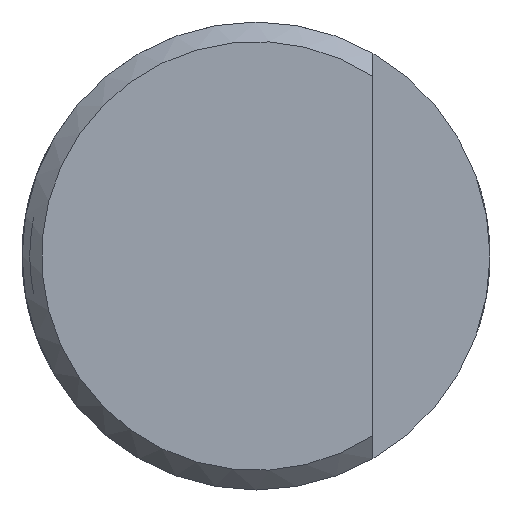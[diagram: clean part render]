
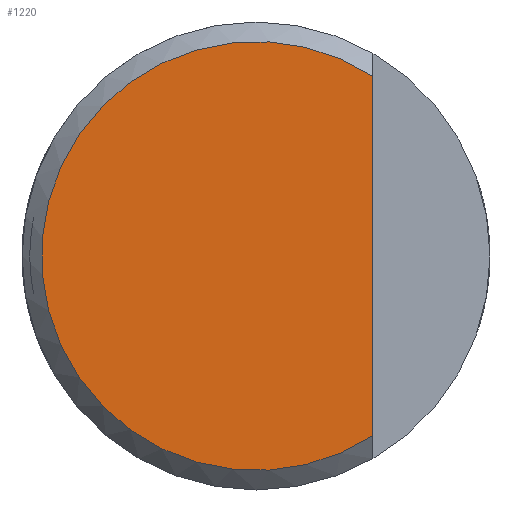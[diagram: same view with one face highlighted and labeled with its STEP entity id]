
A CAD part, front view. The second image highlights one B-rep face of the part: STEP entity #1220.
In plain terms, the highlighted planar face has unit normal (0, -1, 0).
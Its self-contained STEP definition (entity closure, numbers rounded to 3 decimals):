
#339=CARTESIAN_POINT('',(1.5,-88.,2.305));
#349=CARTESIAN_POINT('',(1.5,-88.,-2.305));
#414=CARTESIAN_POINT('',(0.,-88.,0.));
#415=DIRECTION('',(0.,-1.,0.));
#416=DIRECTION('',(0.545,0.,0.838));
#417=AXIS2_PLACEMENT_3D('',#414,#415,#416);
#419=DIRECTION('',(0.,0.,-1.));
#420=VECTOR('',#419,4.61);
#421=CARTESIAN_POINT('',(1.5,-88.,2.305));
#422=LINE('',#421,#420);
#622=VERTEX_POINT('',#339);
#623=VERTEX_POINT('',#349);
#1211=CARTESIAN_POINT('',(0.,-88.,0.));
#1212=DIRECTION('',(0.,1.,0.));
#1213=DIRECTION('',(1.,0.,0.));
#1214=AXIS2_PLACEMENT_3D('',#1211,#1212,#1213);
#1215=PLANE('',#1214);
#1216=ORIENTED_EDGE('',*,*,#1205,.F.);
#1217=ORIENTED_EDGE('',*,*,#1021,.T.);
#1218=EDGE_LOOP('',(#1216,#1217));
#1219=FACE_OUTER_BOUND('',#1218,.F.);
#1220=ADVANCED_FACE('',(#1219),#1215,.F.);
#418=CIRCLE('',#417,2.75);
#1021=EDGE_CURVE('',#622,#623,#422,.T.);
#1205=EDGE_CURVE('',#622,#623,#418,.T.);
